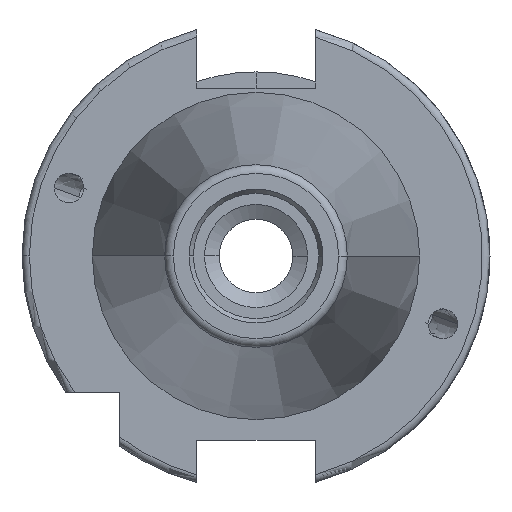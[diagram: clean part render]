
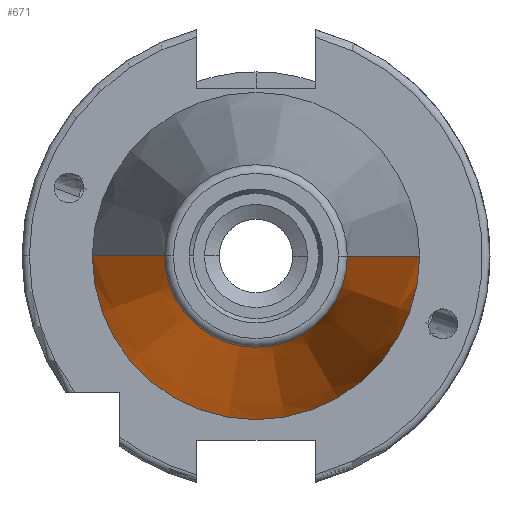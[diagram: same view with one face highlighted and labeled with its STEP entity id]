
A CAD part, left-side view. The second image highlights one B-rep face of the part: STEP entity #671.
In plain terms, the highlighted conical face has half-angle 8.297 degrees and reference radius 22.225 mm.
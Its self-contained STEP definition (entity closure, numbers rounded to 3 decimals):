
#87 = DIRECTION ( 'NONE',  ( 0., -1., 0. ) ) ;
#130 = FACE_OUTER_BOUND ( 'NONE', #2525, .T. ) ;
#467 = EDGE_CURVE ( 'NONE', #2970, #1983, #4787, .T. ) ;
#661 = ORIENTED_EDGE ( 'NONE', *, *, #467, .T. ) ;
#671 = ADVANCED_FACE ( 'NONE', ( #130 ), #4068, .T. ) ;
#707 = CARTESIAN_POINT ( 'NONE',  ( 9.9, -22.225, 0. ) ) ;
#725 = ORIENTED_EDGE ( 'NONE', *, *, #1078, .F. ) ;
#732 = AXIS2_PLACEMENT_3D ( 'NONE', #3605, #1735, #3620 ) ;
#734 = VECTOR ( 'NONE', #4655, 1000. ) ;
#824 = CARTESIAN_POINT ( 'NONE',  ( 9.9, 0., 0. ) ) ;
#866 = LINE ( 'NONE', #707, #734 ) ;
#874 = VECTOR ( 'NONE', #2588, 1000. ) ;
#930 = CARTESIAN_POINT ( 'NONE',  ( -57.473, 12.4, 0. ) ) ;
#1008 = DIRECTION ( 'NONE',  ( -1., 0., 0. ) ) ;
#1078 = EDGE_CURVE ( 'NONE', #1185, #4291, #866, .T. ) ;
#1081 = EDGE_CURVE ( 'NONE', #1983, #4291, #2860, .T. ) ;
#1185 = VERTEX_POINT ( 'NONE', #1532 ) ;
#1532 = CARTESIAN_POINT ( 'NONE',  ( -57.473, -12.4, 0. ) ) ;
#1735 = DIRECTION ( 'NONE',  ( -1., 0., 0. ) ) ;
#1983 = VERTEX_POINT ( 'NONE', #3589 ) ;
#2029 = CARTESIAN_POINT ( 'NONE',  ( 9.9, 22.225, 0. ) ) ;
#2075 = AXIS2_PLACEMENT_3D ( 'NONE', #5043, #4540, #87 ) ;
#2525 = EDGE_LOOP ( 'NONE', ( #4361, #661, #4941, #725 ) ) ;
#2588 = DIRECTION ( 'NONE',  ( 0.99, 0.144, 0. ) ) ;
#2860 = CIRCLE ( 'NONE', #4322, 22.225 ) ;
#2970 = VERTEX_POINT ( 'NONE', #930 ) ;
#3070 = EDGE_CURVE ( 'NONE', #2970, #1185, #4942, .T. ) ;
#3589 = CARTESIAN_POINT ( 'NONE',  ( 9.9, 22.225, 0. ) ) ;
#3605 = CARTESIAN_POINT ( 'NONE',  ( -57.473, 0., 0. ) ) ;
#3620 = DIRECTION ( 'NONE',  ( 0., 1., 0. ) ) ;
#4068 = CONICAL_SURFACE ( 'NONE', #2075, 22.225, 0.145 ) ;
#4291 = VERTEX_POINT ( 'NONE', #4507 ) ;
#4322 = AXIS2_PLACEMENT_3D ( 'NONE', #824, #1008, #4386 ) ;
#4361 = ORIENTED_EDGE ( 'NONE', *, *, #3070, .F. ) ;
#4386 = DIRECTION ( 'NONE',  ( 0., 1., 0. ) ) ;
#4507 = CARTESIAN_POINT ( 'NONE',  ( 9.9, -22.225, 0. ) ) ;
#4540 = DIRECTION ( 'NONE',  ( 1., 0., 0. ) ) ;
#4655 = DIRECTION ( 'NONE',  ( 0.99, -0.144, 0. ) ) ;
#4787 = LINE ( 'NONE', #2029, #874 ) ;
#4941 = ORIENTED_EDGE ( 'NONE', *, *, #1081, .T. ) ;
#4942 = CIRCLE ( 'NONE', #732, 12.4 ) ;
#5043 = CARTESIAN_POINT ( 'NONE',  ( 9.9, 0., 0. ) ) ;
